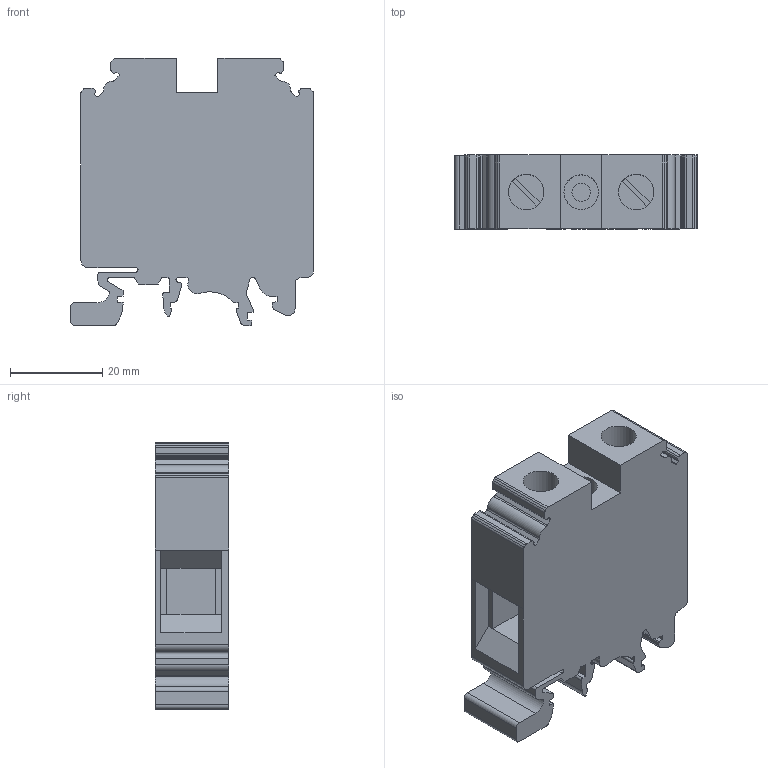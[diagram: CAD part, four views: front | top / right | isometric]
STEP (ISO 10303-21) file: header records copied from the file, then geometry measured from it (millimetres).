
FILE_DESCRIPTION (( 'STEP AP214' ), '1' );
FILE_NAME ('CTS35 step.STEP', '2023-10-06T14:15:20', ( '' ), ( '' ), 'SwSTEP 2.0', 'SolidWorks 2022', '' );
FILE_SCHEMA (( 'AUTOMOTIVE_DESIGN' ));
Length unit declared in the file: millimetre
Products named in the file (1): CTS35 step
Bounding box: 52.75 x 16 x 58 mm (x, y, z)
Volume: 32444.8 mm3; surface area: 12707.9 mm2
Topology: 1 solids, 1 shells, 193 faces, 540 edges, 356 vertices
Faces by surface type: plane 115, cylinder 78
Full cylindrical faces by diameter (mm): 4 x1, 7.5 x1, 7.7 x2
Entity records: 6228 total; most frequent: CARTESIAN_POINT 1086, DIRECTION 1080, ORIENTED_EDGE 1072, EDGE_CURVE 536, LINE 380, VECTOR 380, VERTEX_POINT 356, AXIS2_PLACEMENT_3D 350
